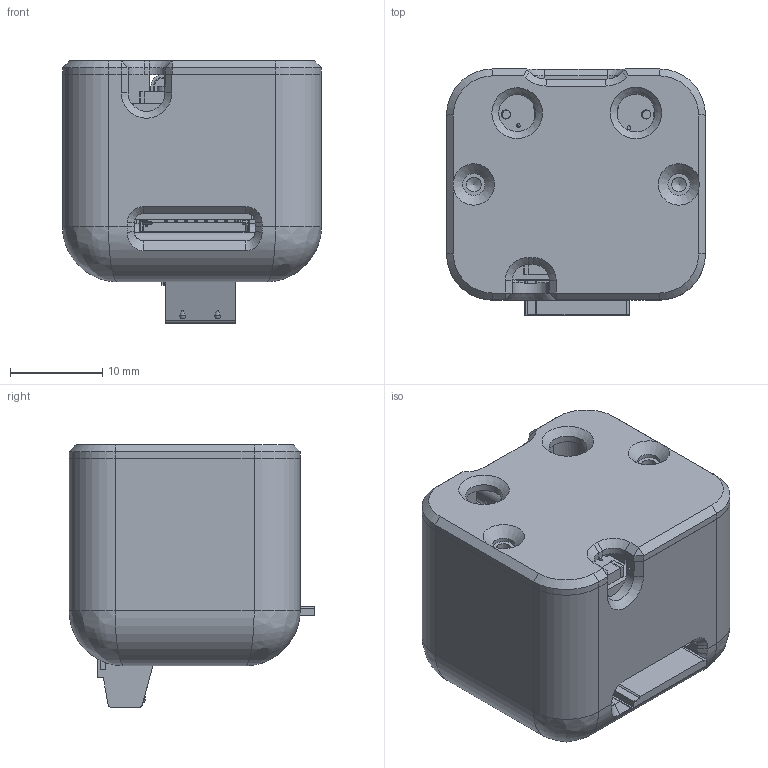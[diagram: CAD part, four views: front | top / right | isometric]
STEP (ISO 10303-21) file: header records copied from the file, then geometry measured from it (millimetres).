
FILE_DESCRIPTION(/* description */ ('STEP AP242 Edition 2','CAx-IF Rec.Pracs.---Representation and Presentation of Product Manufacturing Information (PMI)---4.0---2014-10-13','CAx-IF Rec.Pracs.---3D Tessellated Geometry---0.4---2014-09-14','2;1','CAx-IF Rec.Pracs.---User Defined Attributes---1.5---2016-08-15'),/* implementation_level */ '2;1');
FILE_NAME(/* name */ '694be70ddea6cb131478b453',/* time_stamp */ '2025-12-24T13:13:51Z',/* author */ (''),/* organization */ (''),/* preprocessor_version */ 'ST-DEVELOPER v20',/* originating_system */ 'ONSHAPE BY PTC INC, 1.208',/* authorisation */ ' ');
FILE_SCHEMA (('AP242_MANAGED_MODEL_BASED_3D_ENGINEERING_MIM_LF { 1 0 10303 442 3 1 4 }'));
Products named in the file (6): Xiao; Shield; SD; Screw Terminal; Case; Lid
Bounding box: 28.14 x 26.71 x 28.54 mm (x, y, z)
Volume: 9244.5 mm3; surface area: 10075.7 mm2
Topology: 6 solids, 6 shells, 2290 faces, 6471 edges, 4202 vertices
Faces by surface type: plane 1638, cylinder 571, cone 33, sphere 24, torus 14, bspline 10
Full cylindrical faces by diameter (mm): 0.3 x1, 0.343 x1, 0.394 x53, 0.5 x3, 0.65 x2, 0.975 x2, 1 x28, 1.6 x2, 2 x2, 2.4 x2, 2.85 x2, 2.873 x2, 4 x1, 4.103 x1
Entity records: 80370 total; most frequent: CARTESIAN_POINT 13547, ORIENTED_EDGE 12646, DIRECTION 12046, EDGE_CURVE 6323, LINE 5012, VECTOR 5012, VERTEX_POINT 4188, AXIS2_PLACEMENT_3D 3517
